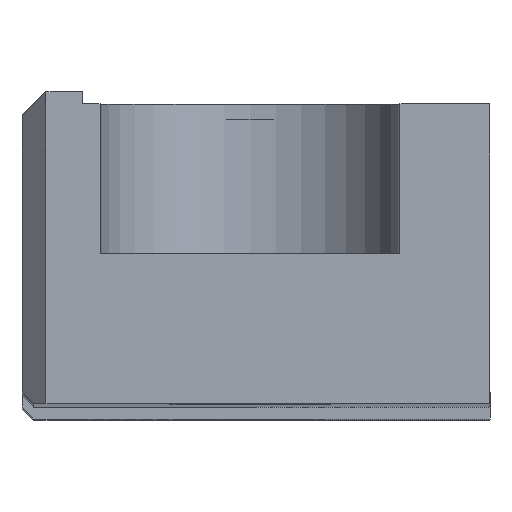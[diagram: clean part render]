
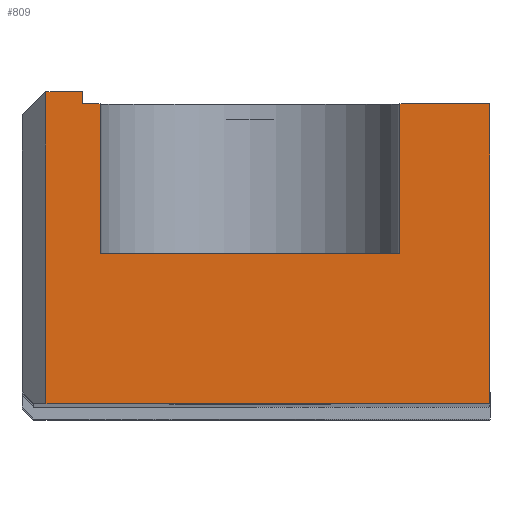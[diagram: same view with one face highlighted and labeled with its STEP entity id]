
A CAD part, top view. The second image highlights one B-rep face of the part: STEP entity #809.
In plain terms, the highlighted planar face has unit normal (0, 0, 1).
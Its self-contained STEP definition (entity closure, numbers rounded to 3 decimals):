
#74=FACE_OUTER_BOUND('',#121,.T.);
#121=EDGE_LOOP('',(#608,#609,#610,#611,#612,#613,#614,#615,#616,#617));
#160=LINE('',#1174,#251);
#191=LINE('',#1241,#282);
#192=LINE('',#1243,#283);
#193=LINE('',#1246,#284);
#196=LINE('',#1254,#287);
#200=LINE('',#1267,#291);
#205=LINE('',#1276,#296);
#206=LINE('',#1278,#297);
#207=LINE('',#1280,#298);
#208=LINE('',#1281,#299);
#251=VECTOR('',#938,10.);
#282=VECTOR('',#989,10.);
#283=VECTOR('',#992,10.);
#284=VECTOR('',#995,10.);
#287=VECTOR('',#1000,10.);
#291=VECTOR('',#1012,10.);
#296=VECTOR('',#1019,10.);
#297=VECTOR('',#1020,10.);
#298=VECTOR('',#1021,10.);
#299=VECTOR('',#1022,10.);
#342=VERTEX_POINT('',#1171);
#343=VERTEX_POINT('',#1173);
#368=VERTEX_POINT('',#1237);
#369=VERTEX_POINT('',#1239);
#370=VERTEX_POINT('',#1245);
#373=VERTEX_POINT('',#1251);
#374=VERTEX_POINT('',#1253);
#379=VERTEX_POINT('',#1266);
#383=VERTEX_POINT('',#1277);
#384=VERTEX_POINT('',#1279);
#417=EDGE_CURVE('',#342,#343,#160,.T.);
#451=EDGE_CURVE('',#368,#369,#191,.T.);
#452=EDGE_CURVE('',#343,#369,#192,.T.);
#453=EDGE_CURVE('',#370,#368,#193,.T.);
#457=EDGE_CURVE('',#374,#373,#196,.T.);
#464=EDGE_CURVE('',#374,#379,#200,.T.);
#469=EDGE_CURVE('',#379,#342,#205,.T.);
#470=EDGE_CURVE('',#373,#383,#206,.T.);
#471=EDGE_CURVE('',#383,#384,#207,.T.);
#472=EDGE_CURVE('',#384,#370,#208,.T.);
#608=ORIENTED_EDGE('',*,*,#417,.F.);
#609=ORIENTED_EDGE('',*,*,#469,.F.);
#610=ORIENTED_EDGE('',*,*,#464,.F.);
#611=ORIENTED_EDGE('',*,*,#457,.T.);
#612=ORIENTED_EDGE('',*,*,#470,.T.);
#613=ORIENTED_EDGE('',*,*,#471,.T.);
#614=ORIENTED_EDGE('',*,*,#472,.T.);
#615=ORIENTED_EDGE('',*,*,#453,.T.);
#616=ORIENTED_EDGE('',*,*,#451,.T.);
#617=ORIENTED_EDGE('',*,*,#452,.F.);
#779=PLANE('',#879);
#809=ADVANCED_FACE('',(#74),#779,.T.);
#879=AXIS2_PLACEMENT_3D('',#1275,#1017,#1018);
#938=DIRECTION('',(0.,1.,0.));
#989=DIRECTION('',(0.,1.,0.));
#992=DIRECTION('',(1.,0.,0.));
#995=DIRECTION('',(-1.,0.,0.));
#1000=DIRECTION('',(-1.,0.,0.));
#1012=DIRECTION('',(0.,-1.,0.));
#1017=DIRECTION('center_axis',(0.,0.,1.));
#1018=DIRECTION('ref_axis',(-1.,0.,0.));
#1019=DIRECTION('',(-1.,0.,0.));
#1020=DIRECTION('',(0.,-1.,0.));
#1021=DIRECTION('',(-1.,0.,0.));
#1022=DIRECTION('',(0.,1.,0.));
#1171=CARTESIAN_POINT('',(-3.4,-5.2,78.));
#1173=CARTESIAN_POINT('',(-3.4,0.,78.));
#1174=CARTESIAN_POINT('',(-3.4,-0.312,78.));
#1237=CARTESIAN_POINT('',(-2.8,-0.2,78.));
#1239=CARTESIAN_POINT('',(-2.8,0.,78.));
#1241=CARTESIAN_POINT('',(-2.8,-0.2,78.));
#1243=CARTESIAN_POINT('',(-3.8,0.,78.));
#1245=CARTESIAN_POINT('',(-2.5,-0.2,78.));
#1246=CARTESIAN_POINT('',(1.75,-0.2,78.));
#1251=CARTESIAN_POINT('',(2.5,-0.2,78.));
#1253=CARTESIAN_POINT('',(4.,-0.2,78.));
#1254=CARTESIAN_POINT('',(3.75,-0.2,78.));
#1266=CARTESIAN_POINT('',(4.,-5.2,78.));
#1267=CARTESIAN_POINT('',(4.,0.,78.));
#1275=CARTESIAN_POINT('Origin',(4.,0.,78.));
#1276=CARTESIAN_POINT('',(-4.,-5.2,78.));
#1277=CARTESIAN_POINT('',(2.5,-2.7,78.));
#1278=CARTESIAN_POINT('',(2.5,-0.1,78.));
#1279=CARTESIAN_POINT('',(-2.5,-2.7,78.));
#1280=CARTESIAN_POINT('',(2.,-2.7,78.));
#1281=CARTESIAN_POINT('',(-2.5,-0.1,78.));
